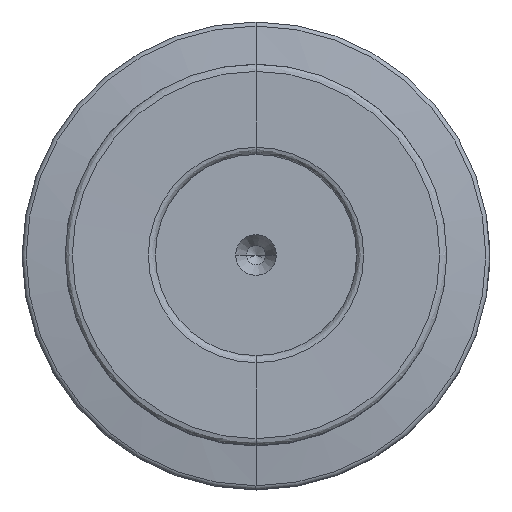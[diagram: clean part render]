
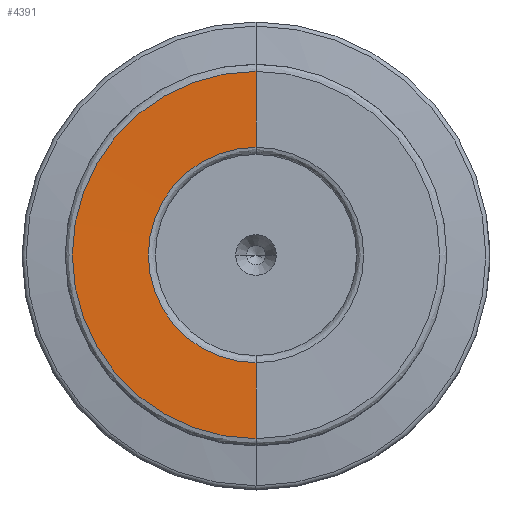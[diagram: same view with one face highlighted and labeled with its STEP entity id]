
A CAD part, top view. The second image highlights one B-rep face of the part: STEP entity #4391.
In plain terms, the highlighted face is a revolution surface.
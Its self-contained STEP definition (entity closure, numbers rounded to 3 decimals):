
#3832=CARTESIAN_POINT('',(0.,0.,65.));
#3833=DIRECTION('',(0.,0.,1.));
#3834=DIRECTION('',(0.,1.,0.));
#3835=AXIS2_PLACEMENT_3D('',#3832,#3833,#3834);
#3837=CARTESIAN_POINT('',(0.,19.233,65.));
#3838=CARTESIAN_POINT('',(0.,19.141,64.999));
#3839=CARTESIAN_POINT('',(0.,18.958,64.998));
#3840=CARTESIAN_POINT('',(0.,18.682,64.995));
#3841=CARTESIAN_POINT('',(0.,18.407,64.993));
#3842=CARTESIAN_POINT('',(0.,18.132,64.991));
#3843=CARTESIAN_POINT('',(0.,17.857,64.989));
#3844=CARTESIAN_POINT('',(0.,17.582,64.986));
#3845=CARTESIAN_POINT('',(0.,17.306,64.984));
#3846=CARTESIAN_POINT('',(0.,17.031,64.982));
#3847=CARTESIAN_POINT('',(0.,16.757,64.979));
#3848=CARTESIAN_POINT('',(0.,16.482,64.977));
#3849=CARTESIAN_POINT('',(0.,16.207,64.975));
#3850=CARTESIAN_POINT('',(0.,15.932,64.973));
#3851=CARTESIAN_POINT('',(0.,15.657,64.97));
#3852=CARTESIAN_POINT('',(0.,15.383,64.968));
#3853=CARTESIAN_POINT('',(0.,15.108,64.966));
#3854=CARTESIAN_POINT('',(0.,14.834,64.963));
#3855=CARTESIAN_POINT('',(0.,14.56,64.961));
#3856=CARTESIAN_POINT('',(0.,14.285,64.959));
#3857=CARTESIAN_POINT('',(0.,14.011,64.957));
#3858=CARTESIAN_POINT('',(0.,13.737,64.954));
#3859=CARTESIAN_POINT('',(0.,13.463,64.952));
#3860=CARTESIAN_POINT('',(0.,13.19,64.95));
#3861=CARTESIAN_POINT('',(0.,12.916,64.947));
#3862=CARTESIAN_POINT('',(0.,12.642,64.945));
#3863=CARTESIAN_POINT('',(0.,12.369,64.943));
#3864=CARTESIAN_POINT('',(0.,12.096,64.941));
#3865=CARTESIAN_POINT('',(0.,11.823,64.938));
#3866=CARTESIAN_POINT('',(0.,11.55,64.936));
#3867=CARTESIAN_POINT('',(0.,11.368,64.934));
#3868=CARTESIAN_POINT('',(0.,11.277,64.934));
#3875=CARTESIAN_POINT('',(0.,-19.233,65.));
#3876=CARTESIAN_POINT('',(0.,-19.141,64.999));
#3877=CARTESIAN_POINT('',(0.,-18.958,64.998));
#3878=CARTESIAN_POINT('',(0.,-18.682,64.995));
#3879=CARTESIAN_POINT('',(0.,-18.407,64.993));
#3880=CARTESIAN_POINT('',(0.,-18.132,64.991));
#3881=CARTESIAN_POINT('',(0.,-17.857,64.989));
#3882=CARTESIAN_POINT('',(0.,-17.582,64.986));
#3883=CARTESIAN_POINT('',(0.,-17.306,64.984));
#3884=CARTESIAN_POINT('',(0.,-17.031,64.982));
#3885=CARTESIAN_POINT('',(0.,-16.757,64.979));
#3886=CARTESIAN_POINT('',(0.,-16.482,64.977));
#3887=CARTESIAN_POINT('',(0.,-16.207,64.975));
#3888=CARTESIAN_POINT('',(0.,-15.932,64.973));
#3889=CARTESIAN_POINT('',(0.,-15.657,64.97));
#3890=CARTESIAN_POINT('',(0.,-15.383,64.968));
#3891=CARTESIAN_POINT('',(0.,-15.108,64.966));
#3892=CARTESIAN_POINT('',(0.,-14.834,64.963));
#3893=CARTESIAN_POINT('',(0.,-14.56,64.961));
#3894=CARTESIAN_POINT('',(0.,-14.285,64.959));
#3895=CARTESIAN_POINT('',(0.,-14.011,64.957));
#3896=CARTESIAN_POINT('',(0.,-13.737,64.954));
#3897=CARTESIAN_POINT('',(0.,-13.463,64.952));
#3898=CARTESIAN_POINT('',(0.,-13.19,64.95));
#3899=CARTESIAN_POINT('',(0.,-12.916,64.947));
#3900=CARTESIAN_POINT('',(0.,-12.642,64.945));
#3901=CARTESIAN_POINT('',(0.,-12.369,64.943));
#3902=CARTESIAN_POINT('',(0.,-12.096,64.941));
#3903=CARTESIAN_POINT('',(0.,-11.823,64.938));
#3904=CARTESIAN_POINT('',(0.,-11.55,64.936));
#3905=CARTESIAN_POINT('',(0.,-11.368,64.934));
#3906=CARTESIAN_POINT('',(0.,-11.277,64.934));
#4319=CARTESIAN_POINT('',(0.,0.,64.934));
#4320=DIRECTION('',(0.,0.,1.));
#4321=DIRECTION('',(0.,1.,0.));
#4322=AXIS2_PLACEMENT_3D('',#4319,#4320,#4321);
#4324=VERTEX_POINT('',#3837);
#4325=VERTEX_POINT('',#3868);
#4334=VERTEX_POINT('',#3875);
#4335=VERTEX_POINT('',#3906);
#4344=CARTESIAN_POINT('',(0.,19.233,65.));
#4345=CARTESIAN_POINT('',(0.,19.141,64.999));
#4346=CARTESIAN_POINT('',(0.,18.958,64.998));
#4347=CARTESIAN_POINT('',(0.,18.682,64.995));
#4348=CARTESIAN_POINT('',(0.,18.407,64.993));
#4349=CARTESIAN_POINT('',(0.,18.132,64.991));
#4350=CARTESIAN_POINT('',(0.,17.857,64.989));
#4351=CARTESIAN_POINT('',(0.,17.582,64.986));
#4352=CARTESIAN_POINT('',(0.,17.306,64.984));
#4353=CARTESIAN_POINT('',(0.,17.031,64.982));
#4354=CARTESIAN_POINT('',(0.,16.757,64.979));
#4355=CARTESIAN_POINT('',(0.,16.482,64.977));
#4356=CARTESIAN_POINT('',(0.,16.207,64.975));
#4357=CARTESIAN_POINT('',(0.,15.932,64.973));
#4358=CARTESIAN_POINT('',(0.,15.657,64.97));
#4359=CARTESIAN_POINT('',(0.,15.383,64.968));
#4360=CARTESIAN_POINT('',(0.,15.108,64.966));
#4361=CARTESIAN_POINT('',(0.,14.834,64.963));
#4362=CARTESIAN_POINT('',(0.,14.56,64.961));
#4363=CARTESIAN_POINT('',(0.,14.285,64.959));
#4364=CARTESIAN_POINT('',(0.,14.011,64.957));
#4365=CARTESIAN_POINT('',(0.,13.737,64.954));
#4366=CARTESIAN_POINT('',(0.,13.463,64.952));
#4367=CARTESIAN_POINT('',(0.,13.19,64.95));
#4368=CARTESIAN_POINT('',(0.,12.916,64.947));
#4369=CARTESIAN_POINT('',(0.,12.642,64.945));
#4370=CARTESIAN_POINT('',(0.,12.369,64.943));
#4371=CARTESIAN_POINT('',(0.,12.096,64.941));
#4372=CARTESIAN_POINT('',(0.,11.823,64.938));
#4373=CARTESIAN_POINT('',(0.,11.55,64.936));
#4374=CARTESIAN_POINT('',(0.,11.368,64.934));
#4375=CARTESIAN_POINT('',(0.,11.277,64.934));
#4377=CARTESIAN_POINT('',(0.,0.,24.586));
#4378=DIRECTION('',(0.,0.,1.));
#4379=AXIS1_PLACEMENT('',#4377,#4378);
#4380=SURFACE_OF_REVOLUTION('',#4376,#4379);
#4382=ORIENTED_EDGE('',*,*,#4381,.T.);
#4384=ORIENTED_EDGE('',*,*,#4383,.T.);
#4386=ORIENTED_EDGE('',*,*,#4385,.F.);
#4388=ORIENTED_EDGE('',*,*,#4387,.F.);
#4389=EDGE_LOOP('',(#4382,#4384,#4386,#4388));
#4390=FACE_OUTER_BOUND('',#4389,.F.);
#4391=ADVANCED_FACE('',(#4390),#4380,.T.);
#3836=CIRCLE('',#3835,19.233);
#3869=B_SPLINE_CURVE_WITH_KNOTS('',3,(#3837,#3838,#3839,#3840,#3841,#3842,#3843,
#3844,#3845,#3846,#3847,#3848,#3849,#3850,#3851,#3852,#3853,#3854,#3855,#3856,
#3857,#3858,#3859,#3860,#3861,#3862,#3863,#3864,#3865,#3866,#3867,#3868),
.UNSPECIFIED.,.F.,.F.,(4,1,1,1,1,1,1,1,1,1,1,1,1,1,1,1,1,1,1,1,1,1,1,1,1,1,1,1,
1,4),(0.,0.035,0.069,0.104,
0.138,0.173,0.208,0.242,
0.277,0.311,0.346,0.38,
0.415,0.449,0.484,0.518,
0.553,0.587,0.622,0.656,
0.691,0.725,0.76,0.794,
0.828,0.863,0.897,0.931,
0.966,1.),.UNSPECIFIED.);
#3907=B_SPLINE_CURVE_WITH_KNOTS('',3,(#3875,#3876,#3877,#3878,#3879,#3880,#3881,
#3882,#3883,#3884,#3885,#3886,#3887,#3888,#3889,#3890,#3891,#3892,#3893,#3894,
#3895,#3896,#3897,#3898,#3899,#3900,#3901,#3902,#3903,#3904,#3905,#3906),
.UNSPECIFIED.,.F.,.F.,(4,1,1,1,1,1,1,1,1,1,1,1,1,1,1,1,1,1,1,1,1,1,1,1,1,1,1,1,
1,4),(0.,0.035,0.069,0.104,
0.138,0.173,0.208,0.242,
0.277,0.311,0.346,0.38,
0.415,0.449,0.484,0.518,
0.553,0.587,0.622,0.656,
0.691,0.725,0.76,0.794,
0.828,0.863,0.897,0.931,
0.966,1.),.UNSPECIFIED.);
#4323=CIRCLE('',#4322,11.277);
#4376=B_SPLINE_CURVE_WITH_KNOTS('',3,(#4344,#4345,#4346,#4347,#4348,#4349,#4350,
#4351,#4352,#4353,#4354,#4355,#4356,#4357,#4358,#4359,#4360,#4361,#4362,#4363,
#4364,#4365,#4366,#4367,#4368,#4369,#4370,#4371,#4372,#4373,#4374,#4375),
.UNSPECIFIED.,.F.,.F.,(4,1,1,1,1,1,1,1,1,1,1,1,1,1,1,1,1,1,1,1,1,1,1,1,1,1,1,1,
1,4),(0.,0.035,0.069,0.104,
0.138,0.173,0.208,0.242,
0.277,0.311,0.346,0.38,
0.415,0.449,0.484,0.518,
0.553,0.587,0.622,0.656,
0.691,0.725,0.76,0.794,
0.828,0.863,0.897,0.931,
0.966,1.),.UNSPECIFIED.);
#4381=EDGE_CURVE('',#4324,#4325,#3869,.T.);
#4383=EDGE_CURVE('',#4325,#4335,#4323,.T.);
#4385=EDGE_CURVE('',#4334,#4335,#3907,.T.);
#4387=EDGE_CURVE('',#4324,#4334,#3836,.T.);
